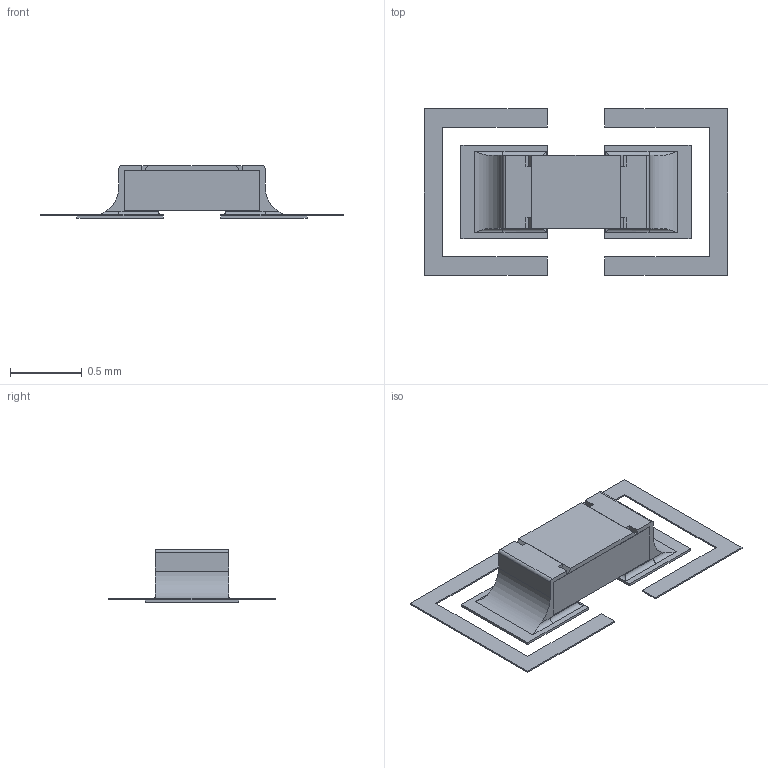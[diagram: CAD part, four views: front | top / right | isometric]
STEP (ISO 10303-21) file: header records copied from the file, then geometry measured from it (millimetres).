
FILE_DESCRIPTION(('FreeCAD Model'),'2;1');
FILE_NAME('Resistor_0402_Solder_Silk.step', '2020-11-23T16:32:42',('Author'),(''), 'Open CASCADE STEP processor 7.3','FreeCAD','Unknown');
FILE_SCHEMA(('AUTOMOTIVE_DESIGN { 1 0 10303 214 1 1 1 1 }'));
Length unit declared in the file: millimetre
Products named in the file (7): Resistor_0402_Solder_Silk; Pin1Body; Pin2Body; CeramicBody; CoatingBody; Silk1Body; Silk2Body
Assembly tree (6 placements, depth 2):
  Resistor_0402_Solder_Silk
    Pin1Body
    Pin2Body
    CeramicBody
    CoatingBody
    Silk1Body
    Silk2Body
Bounding box: 2.11 x 1.16 x 0.37 mm (x, y, z)
Volume: 0.2 mm3; surface area: 6.6 mm2
Topology: 6 solids, 6 shells, 84 faces, 210 edges, 140 vertices
Faces by surface type: plane 70, cylinder 14
Entity records: 5515 total; most frequent: CARTESIAN_POINT 1057, DIRECTION 804, LINE 586, VECTOR 586, ORIENTED_EDGE 420, PCURVE 420, DEFINITIONAL_REPRESENTATION 420, EDGE_CURVE 210
